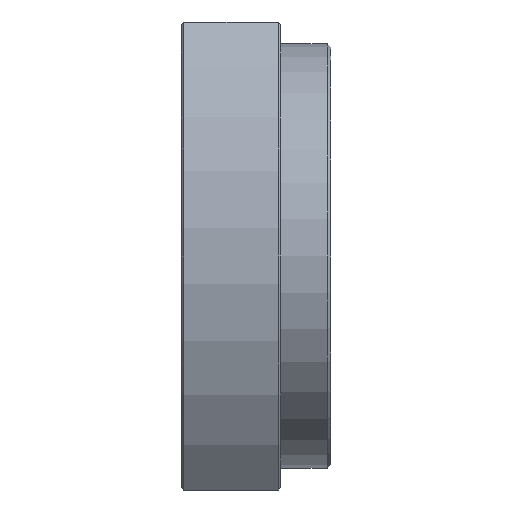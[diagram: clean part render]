
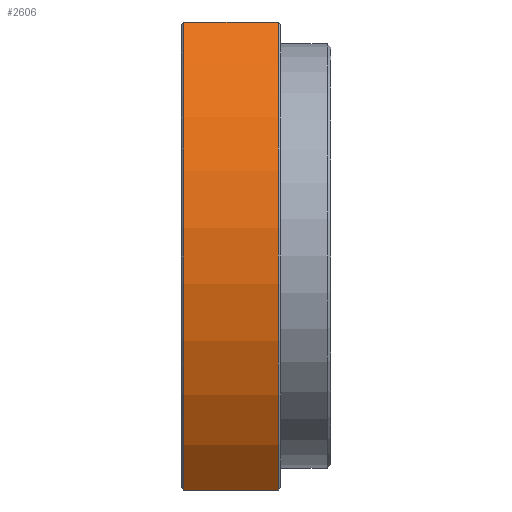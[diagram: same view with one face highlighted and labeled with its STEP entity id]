
A CAD part, front view. The second image highlights one B-rep face of the part: STEP entity #2606.
In plain terms, the highlighted cylindrical face has radius 28 mm (diameter 56 mm), a partial arc.
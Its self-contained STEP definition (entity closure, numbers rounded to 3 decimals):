
#406 = DIRECTION ( 'NONE',  ( 0., 0., 1. ) ) ;
#415 = VERTEX_POINT ( 'NONE', #1689 ) ;
#470 = DIRECTION ( 'NONE',  ( -1., 0., 0. ) ) ;
#524 = DIRECTION ( 'NONE',  ( 0., 0., -1. ) ) ;
#577 = ORIENTED_EDGE ( 'NONE', *, *, #1862, .F. ) ;
#739 = CARTESIAN_POINT ( 'NONE',  ( 7.8, 0., 0. ) ) ;
#819 = DIRECTION ( 'NONE',  ( -1., 0., 0. ) ) ;
#1548 = AXIS2_PLACEMENT_3D ( 'NONE', #4767, #7934, #524 ) ;
#1689 = CARTESIAN_POINT ( 'NONE',  ( 7.8, -20.795, 18.75 ) ) ;
#1862 = EDGE_CURVE ( 'NONE', #4639, #3129, #3664, .T. ) ;
#2040 = EDGE_CURVE ( 'NONE', #415, #4223, #5527, .T. ) ;
#2304 = VECTOR ( 'NONE', #7995, 1000. ) ;
#2322 = EDGE_CURVE ( 'NONE', #4639, #415, #5825, .T. ) ;
#2361 = CARTESIAN_POINT ( 'NONE',  ( 10., -20.795, -18.75 ) ) ;
#2606 = ADVANCED_FACE ( 'NONE', ( #8187 ), #3047, .T. ) ;
#2788 = CIRCLE ( 'NONE', #7347, 28. ) ;
#2969 = ORIENTED_EDGE ( 'NONE', *, *, #2040, .T. ) ;
#3047 = CYLINDRICAL_SURFACE ( 'NONE', #1548, 28. ) ;
#3129 = VERTEX_POINT ( 'NONE', #7472 ) ;
#3599 = DIRECTION ( 'NONE',  ( 1., 0., 0. ) ) ;
#3664 = LINE ( 'NONE', #2361, #7648 ) ;
#3899 = ORIENTED_EDGE ( 'NONE', *, *, #2322, .T. ) ;
#4181 = CARTESIAN_POINT ( 'NONE',  ( 0.2, 0., 0. ) ) ;
#4223 = VERTEX_POINT ( 'NONE', #5622 ) ;
#4639 = VERTEX_POINT ( 'NONE', #6384 ) ;
#4767 = CARTESIAN_POINT ( 'NONE',  ( 12., 0., 0. ) ) ;
#5056 = ORIENTED_EDGE ( 'NONE', *, *, #7322, .T. ) ;
#5527 = LINE ( 'NONE', #6068, #2304 ) ;
#5622 = CARTESIAN_POINT ( 'NONE',  ( 0.2, -20.795, 18.75 ) ) ;
#5825 = CIRCLE ( 'NONE', #6903, 28. ) ;
#5888 = EDGE_LOOP ( 'NONE', ( #2969, #5056, #577, #3899 ) ) ;
#6068 = CARTESIAN_POINT ( 'NONE',  ( 10., -20.795, 18.75 ) ) ;
#6384 = CARTESIAN_POINT ( 'NONE',  ( 7.8, -20.795, -18.75 ) ) ;
#6903 = AXIS2_PLACEMENT_3D ( 'NONE', #739, #819, #7732 ) ;
#7322 = EDGE_CURVE ( 'NONE', #4223, #3129, #2788, .T. ) ;
#7347 = AXIS2_PLACEMENT_3D ( 'NONE', #4181, #3599, #406 ) ;
#7472 = CARTESIAN_POINT ( 'NONE',  ( 0.2, -20.795, -18.75 ) ) ;
#7648 = VECTOR ( 'NONE', #470, 1000. ) ;
#7732 = DIRECTION ( 'NONE',  ( 0., 0., -1. ) ) ;
#7934 = DIRECTION ( 'NONE',  ( -1., 0., 0. ) ) ;
#7995 = DIRECTION ( 'NONE',  ( -1., 0., 0. ) ) ;
#8187 = FACE_OUTER_BOUND ( 'NONE', #5888, .T. ) ;
